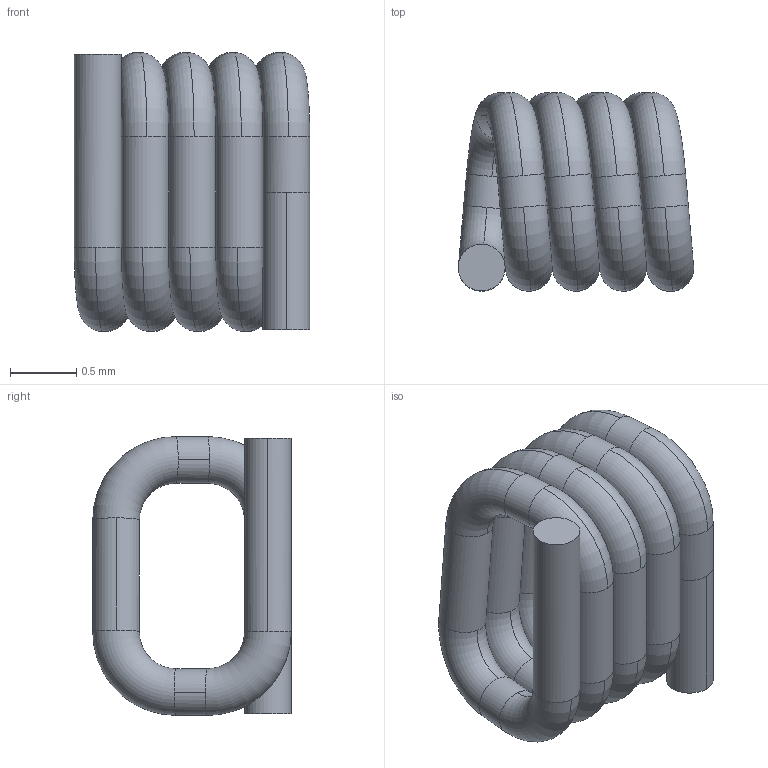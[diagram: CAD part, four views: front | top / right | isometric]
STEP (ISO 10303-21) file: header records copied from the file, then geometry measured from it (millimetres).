
FILE_DESCRIPTION (( 'STEP AP214' ), '1' );
FILE_NAME ('Coilcraft-0806SQ-8N9.STEP', '2014-05-16T09:45:26', ( 'Windows User' ), ( '' ), 'SwSTEP 2.0', 'SolidWorks 2014', '' );
FILE_SCHEMA (( 'AUTOMOTIVE_DESIGN' ));
Length unit declared in the file: millimetre
Products named in the file (1): Coilcraft-0806SQ-8N9
Bounding box: 1.78 x 1.5 x 2.11 mm (x, y, z)
Volume: 2.2 mm3; surface area: 25 mm2
Topology: 2 solids, 2 shells, 72 faces, 216 edges, 148 vertices
Faces by surface type: cylinder 36, torus 32, plane 4
Entity records: 4092 total; most frequent: CARTESIAN_POINT 1130, DIRECTION 518, ORIENTED_EDGE 432, AXIS2_PLACEMENT_3D 241, EDGE_CURVE 216, CIRCLE 168, VERTEX_POINT 148, EDGE_LOOP 84
